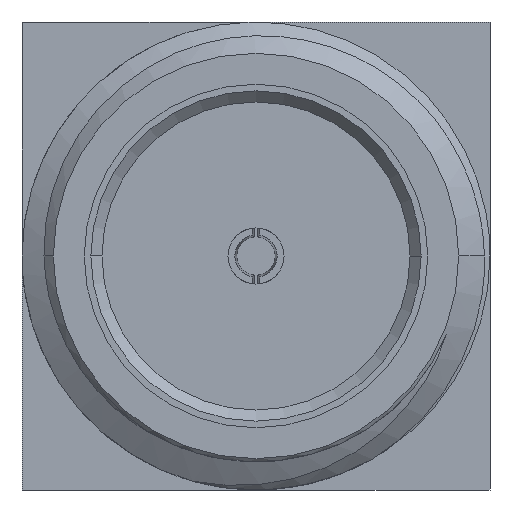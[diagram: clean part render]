
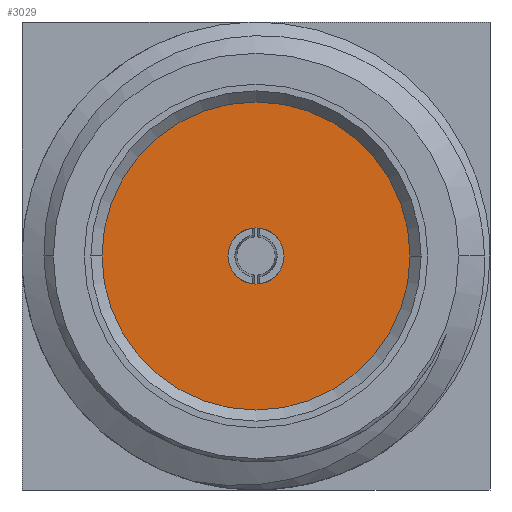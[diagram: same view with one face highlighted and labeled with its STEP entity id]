
A CAD part, left-side view. The second image highlights one B-rep face of the part: STEP entity #3029.
In plain terms, the highlighted planar face has unit normal (-1, 0, 0).
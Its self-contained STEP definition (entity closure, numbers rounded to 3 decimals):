
#2926 = VERTEX_POINT('',#2927);
#2927 = CARTESIAN_POINT('',(-9.05,-0.005,
    0.));
#2945 = VERTEX_POINT('',#2946);
#2946 = CARTESIAN_POINT('',(-9.05,0.755,0.));
#2952 = EDGE_CURVE('',#2945,#2926,#2953,.T.);
#2953 = CIRCLE('',#2954,0.38);
#2954 = AXIS2_PLACEMENT_3D('',#2955,#2956,#2957);
#2955 = CARTESIAN_POINT('',(-9.05,0.375,0.));
#2956 = DIRECTION('',(1.,0.,0.));
#2957 = DIRECTION('',(0.,-1.,0.));
#2967 = EDGE_CURVE('',#2968,#2970,#2972,.T.);
#2968 = VERTEX_POINT('',#2969);
#2969 = CARTESIAN_POINT('',(-9.05,-1.725,0.));
#2970 = VERTEX_POINT('',#2971);
#2971 = CARTESIAN_POINT('',(-9.05,2.475,0.));
#2972 = CIRCLE('',#2973,2.1);
#2973 = AXIS2_PLACEMENT_3D('',#2974,#2975,#2976);
#2974 = CARTESIAN_POINT('',(-9.05,0.375,0.));
#2975 = DIRECTION('',(1.,0.,0.));
#2976 = DIRECTION('',(0.,-1.,0.));
#3010 = EDGE_CURVE('',#2970,#2968,#3011,.T.);
#3011 = CIRCLE('',#3012,2.1);
#3012 = AXIS2_PLACEMENT_3D('',#3013,#3014,#3015);
#3013 = CARTESIAN_POINT('',(-9.05,0.375,0.));
#3014 = DIRECTION('',(1.,0.,0.));
#3015 = DIRECTION('',(0.,-1.,0.));
#3029 = ADVANCED_FACE('',(#3030,#3040),#3044,.F.);
#3030 = FACE_BOUND('',#3031,.T.);
#3031 = EDGE_LOOP('',(#3032,#3039));
#3032 = ORIENTED_EDGE('',*,*,#3033,.T.);
#3033 = EDGE_CURVE('',#2926,#2945,#3034,.T.);
#3034 = CIRCLE('',#3035,0.38);
#3035 = AXIS2_PLACEMENT_3D('',#3036,#3037,#3038);
#3036 = CARTESIAN_POINT('',(-9.05,0.375,0.));
#3037 = DIRECTION('',(1.,0.,0.));
#3038 = DIRECTION('',(0.,-1.,0.));
#3039 = ORIENTED_EDGE('',*,*,#2952,.T.);
#3040 = FACE_BOUND('',#3041,.T.);
#3041 = EDGE_LOOP('',(#3042,#3043));
#3042 = ORIENTED_EDGE('',*,*,#2967,.F.);
#3043 = ORIENTED_EDGE('',*,*,#3010,.F.);
#3044 = PLANE('',#3045);
#3045 = AXIS2_PLACEMENT_3D('',#3046,#3047,#3048);
#3046 = CARTESIAN_POINT('',(-9.05,0.375,0.));
#3047 = DIRECTION('',(1.,0.,0.));
#3048 = DIRECTION('',(0.,-1.,0.));
